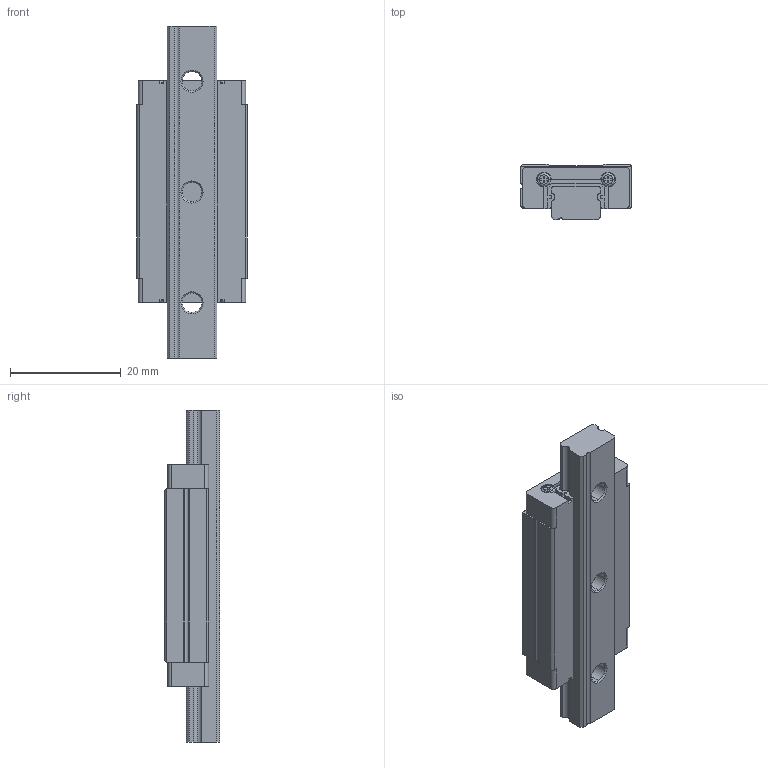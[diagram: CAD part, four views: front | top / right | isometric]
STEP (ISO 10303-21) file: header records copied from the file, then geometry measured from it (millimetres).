
FILE_DESCRIPTION (( 'STEP AP214' ), '1' );
FILE_NAME ('C_SM9L_Assy.STEP', '2024-12-16T09:03:47', ( 'user' ), ( '' ), 'SwSTEP 2.0', 'SolidWorks 2023', '' );
FILE_SCHEMA (( 'AUTOMOTIVE_DESIGN' ));
Length unit declared in the file: millimetre
Products named in the file (3): C_SM9L_block; C_SM9L_Assy; C_SM9_Rail
Assembly tree (2 placements, depth 2):
  C_SM9L_Assy
    C_SM9L_block
    C_SM9_Rail
Bounding box: 20 x 10 x 60 mm (x, y, z)
Volume: 7411.1 mm3; surface area: 5133.6 mm2
Topology: 2 solids, 2 shells, 251 faces, 680 edges, 436 vertices
Faces by surface type: plane 147, cylinder 68, cone 28, torus 8
Entity records: 7990 total; most frequent: CARTESIAN_POINT 1592, ORIENTED_EDGE 1344, DIRECTION 1300, EDGE_CURVE 672, AXIS2_PLACEMENT_3D 436, VERTEX_POINT 436, VECTOR 428, LINE 428
